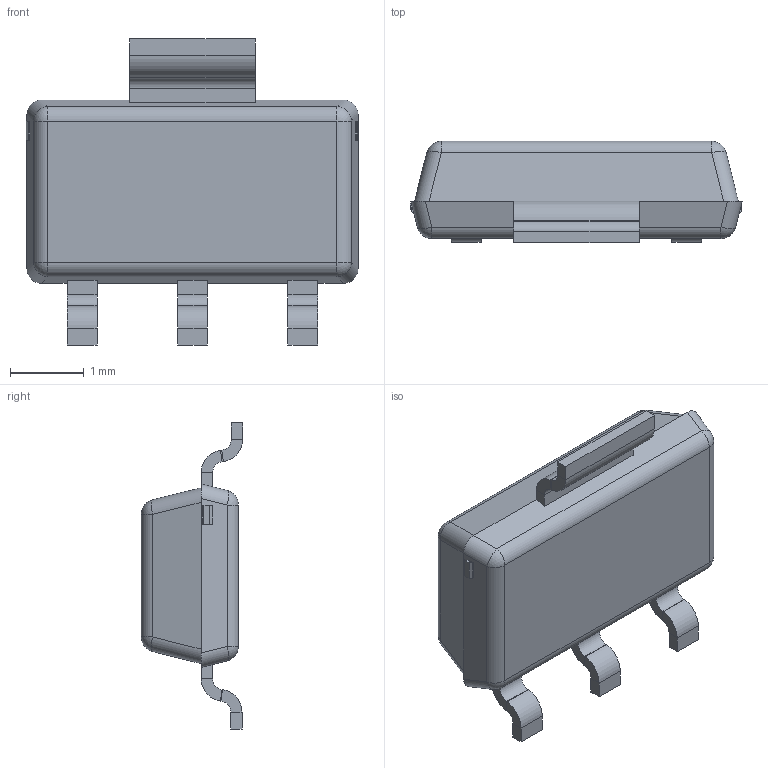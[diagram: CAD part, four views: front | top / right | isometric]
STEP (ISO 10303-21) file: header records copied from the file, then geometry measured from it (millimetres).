
FILE_DESCRIPTION((''),'2;1');
FILE_NAME('SS551AT_PACKAGE__SW0001','2014-03-12T',('e709157'),(''),'PRO/ENGINEER BY PARAMETRIC TECHNOLOGY CORPORATION, 2013040','PRO/ENGINEER BY PARAMETRIC TECHNOLOGY CORPORATION, 2013040','');
FILE_SCHEMA(('CONFIG_CONTROL_DESIGN'));
Length unit declared in the file: millimetre
Products named in the file (1): SS551AT_PACKAGE__SW0001
Bounding box: 4.51 x 1.38 x 4.16 mm (x, y, z)
Volume: 13 mm3; surface area: 41.7 mm2
Topology: 1 solids, 1 shells, 139 faces, 312 edges, 178 vertices
Faces by surface type: plane 87, cylinder 44, sphere 8
Entity records: 3812 total; most frequent: CARTESIAN_POINT 725, DIRECTION 628, ORIENTED_EDGE 624, EDGE_CURVE 312, VECTOR 222, LINE 222, AXIS2_PLACEMENT_3D 203, VERTEX_POINT 178
